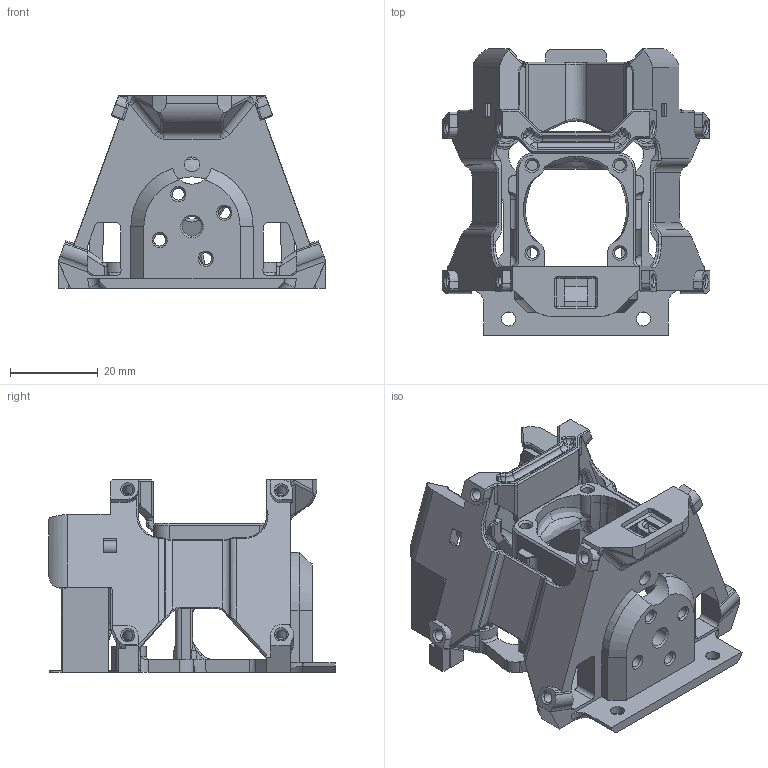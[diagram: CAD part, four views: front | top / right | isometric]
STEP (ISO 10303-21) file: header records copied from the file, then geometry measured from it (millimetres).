
FILE_DESCRIPTION(/* description */ ('STEP AP242','CAx-IF Rec.Pracs.---Representation and Presentation of Product Manufacturing Information (PMI)---4.0---2014-10-13','CAx-IF Rec.Pracs.---3D Tessellated Geometry---0.4---2014-09-14','2;1'),/* implementation_level */ '2;1');
FILE_NAME(/* name */ 'Xol_HE_Mount-Rapido_v2_UHF_XolPAP',/* time_stamp */ '2024-06-15T13:29:27Z',/* author */ (''),/* organization */ (''),/* preprocessor_version */ 'ST-DEVELOPER v20',/* originating_system */ ' ',/* authorisation */ ' ');
FILE_SCHEMA (('AP242_MANAGED_MODEL_BASED_3D_ENGINEERING_MIM_LF { 1 0 10303 442 1 1 4 }'));
Products named in the file (3): Xol_HE_Mount-Rapido_v2_UHF_XolPAP; Support
Assembly tree (2 placements, depth 2):
  Xol_HE_Mount-Rapido_v2_UHF_XolPAP
    Support
    Xol_HE_Mount-Rapido_v2_UHF_XolPAP
Bounding box: 61.06 x 65.31 x 44 mm (x, y, z)
Volume: 26798.7 mm3; surface area: 23268.9 mm2
Topology: 2 solids, 2 shells, 1564 faces, 4179 edges, 2557 vertices
Faces by surface type: cylinder 514, plane 500, bspline 345, torus 124, cone 53, sphere 28
Full cylindrical faces by diameter (mm): 0.1 x2, 2.4 x12, 2.7 x4, 3.2 x2, 3.4 x3, 4.4 x1, 5.9 x2
Entity records: 56908 total; most frequent: CARTESIAN_POINT 21061, ORIENTED_EDGE 8098, DIRECTION 6638, EDGE_CURVE 4049, VERTEX_POINT 2520, AXIS2_PLACEMENT_3D 2456, LINE 1726, VECTOR 1726
